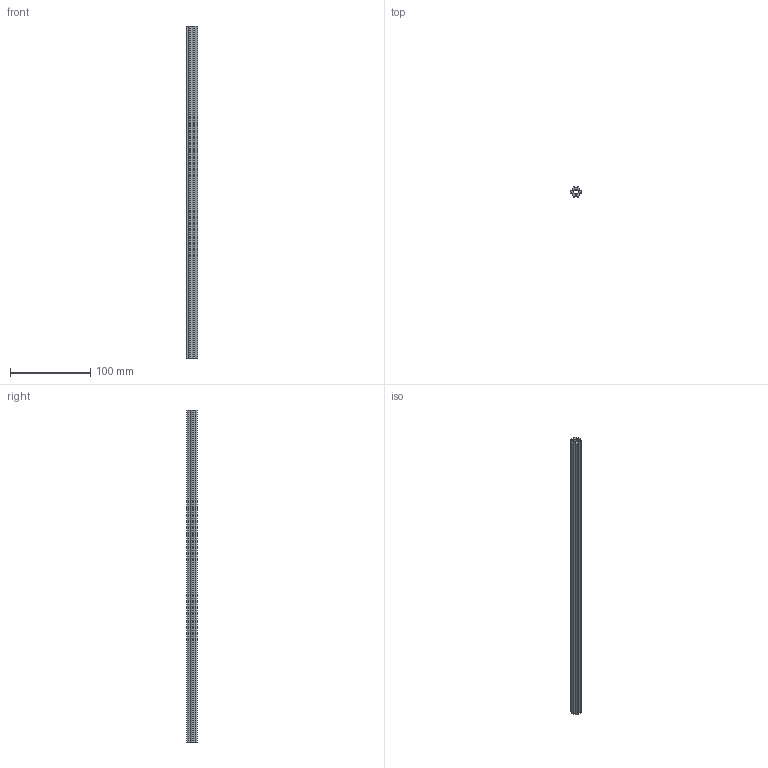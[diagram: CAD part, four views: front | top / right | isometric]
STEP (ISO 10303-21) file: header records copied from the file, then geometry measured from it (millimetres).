
FILE_DESCRIPTION(/* description */ (''),/* implementation_level */ '2;1');
FILE_NAME(/* name */ 'Churro 16250.ipt.stp',/* time_stamp */ '2016-01-07T16:38:39-08:00',/* author */ ('PhillipD'),/* organization */ (''),/* preprocessor_version */ 'ST-DEVELOPER v16.1',/* originating_system */ 'Autodesk Inventor 2016',/* authorisation */ '');
FILE_SCHEMA (('AUTOMOTIVE_DESIGN { 1 0 10303 214 3 1 1 }'));
Length unit declared in the file: inch
Products named in the file (1): Churro 16250
Bounding box: 14.66 x 12.7 x 412.75 mm (x, y, z)
Volume: 36689.7 mm3; surface area: 30432.7 mm2
Topology: 1 solids, 1 shells, 21 faces, 57 edges, 38 vertices
Faces by surface type: plane 14, cylinder 7
Full cylindrical faces by diameter (mm): 5.867 x1
Entity records: 718 total; most frequent: CARTESIAN_POINT 116, DIRECTION 114, ORIENTED_EDGE 112, EDGE_CURVE 56, LINE 42, VECTOR 42, VERTEX_POINT 38, AXIS2_PLACEMENT_3D 36
